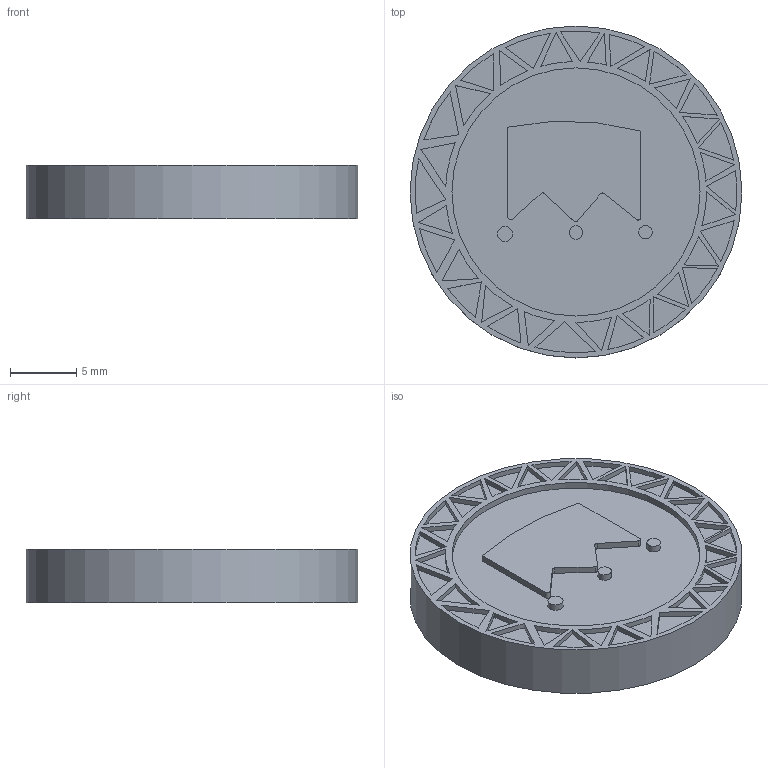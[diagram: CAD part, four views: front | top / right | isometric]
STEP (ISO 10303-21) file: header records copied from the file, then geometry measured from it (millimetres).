
FILE_DESCRIPTION(/* description */ ('STEP AP242','CAx-IF Rec.Pracs.---Representation and Presentation of Product Manufacturing Information (PMI)---4.0---2014-10-13','CAx-IF Rec.Pracs.---3D Tessellated Geometry---0.4---2014-09-14','2;1'),/* implementation_level */ '2;1');
FILE_NAME(/* name */ '68e36a4b353d0981c34f6fb6',/* time_stamp */ '2025-10-06T07:05:48Z',/* author */ (''),/* organization */ (''),/* preprocessor_version */ 'ST-DEVELOPER v20',/* originating_system */ 'ONSHAPE BY PTC INC, 1.204',/* authorisation */ ' ');
FILE_SCHEMA (('AP242_MANAGED_MODEL_BASED_3D_ENGINEERING_MIM_LF { 1 0 10303 442 1 1 4 }'));
Length unit declared in the file: metre
Products named in the file (1): Part 1
Bounding box: 25 x 25 x 4 mm (x, y, z)
Volume: 1660.1 mm3; surface area: 1640.2 mm2
Topology: 1 solids, 1 shells, 333 faces, 753 edges, 504 vertices
Faces by surface type: plane 240, cylinder 93
Full cylindrical faces by diameter (mm): 1.012 x2, 1.036 x2, 1.149 x2, 18.691 x2, 25 x1
Entity records: 9224 total; most frequent: DIRECTION 1592, CARTESIAN_POINT 1570, ORIENTED_EDGE 1476, EDGE_CURVE 738, LINE 552, VECTOR 552, AXIS2_PLACEMENT_3D 520, VERTEX_POINT 498
